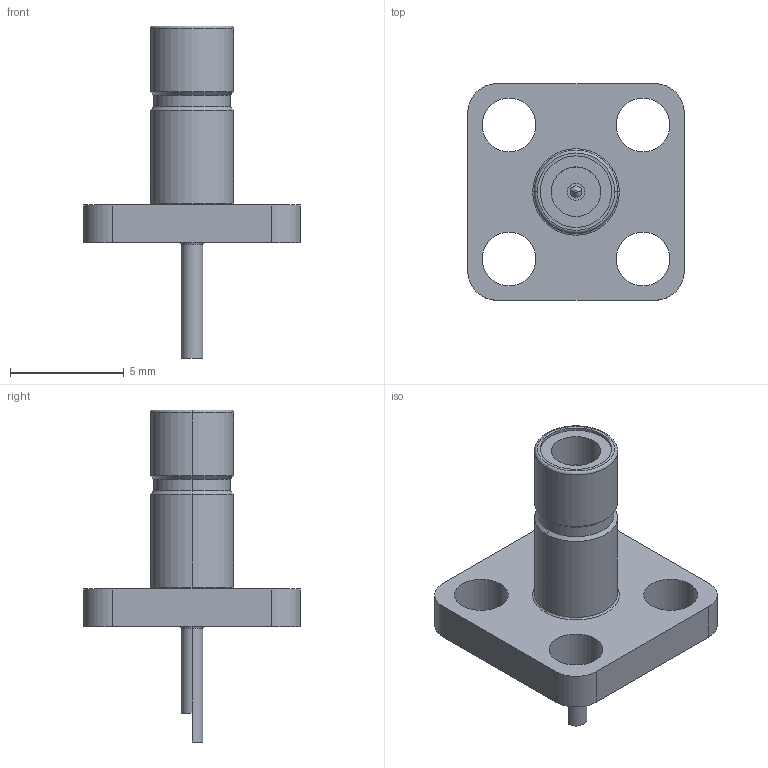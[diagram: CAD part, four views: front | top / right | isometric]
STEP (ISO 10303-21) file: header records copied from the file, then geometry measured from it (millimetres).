
FILE_DESCRIPTION (( 'STEP AP203' ), '1' );
FILE_NAME ('PE44142.step', '2018-05-01T14:34:33', ( '' ), ( '' ), 'SwSTEP 2.0', 'SolidWorks 2017', '' );
FILE_SCHEMA (( 'CONFIG_CONTROL_DESIGN' ));
Length unit declared in the file: inch
Products named in the file (1): PE44142
Bounding box: 9.53 x 9.53 x 14.61 mm (x, y, z)
Volume: 183 mm3; surface area: 407.7 mm2
Topology: 1 solids, 1 shells, 58 faces, 130 edges, 80 vertices
Faces by surface type: cylinder 30, plane 16, torus 6, cone 6
Entity records: 1723 total; most frequent: DIRECTION 322, CARTESIAN_POINT 269, ORIENTED_EDGE 260, AXIS2_PLACEMENT_3D 133, EDGE_CURVE 130, VERTEX_POINT 80, CIRCLE 74, EDGE_LOOP 72
